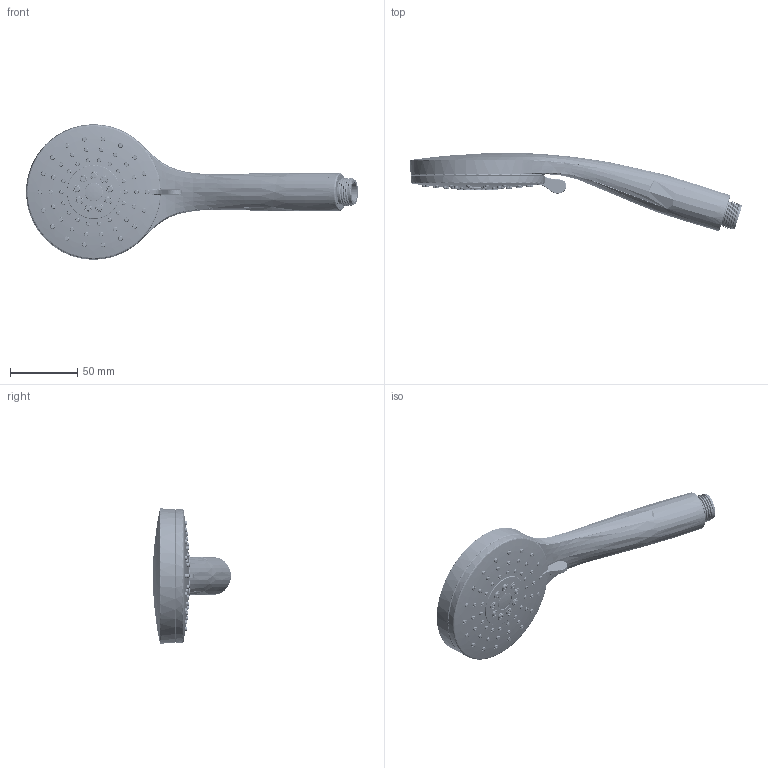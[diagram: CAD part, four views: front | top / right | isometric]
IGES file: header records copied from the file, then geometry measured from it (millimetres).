
Start section: START RECORD GO HERE.
Global section: file name: PX301-SS214420.igs; native system: DASSAULT SYSTEMES CATIA Version 5-6 Release 2013 - www.3ds.com; preprocessor: V5-6R2013_5.23.3.0.09-04-2013.20.00; author: adrianoz; organization: HUBER; date: 20201013.094956; units: millimetre
Bounding box: 247.66 x 58.19 x 100.89 mm (x, y, z)
Volume: 176963 mm3; surface area: 123082.8 mm2
Topology: 10 solids, 10 shells, 3664 faces, 9219 edges, 5678 vertices
Faces by surface type: revolution 1941, bspline 930, plane 788, extrusion 5
